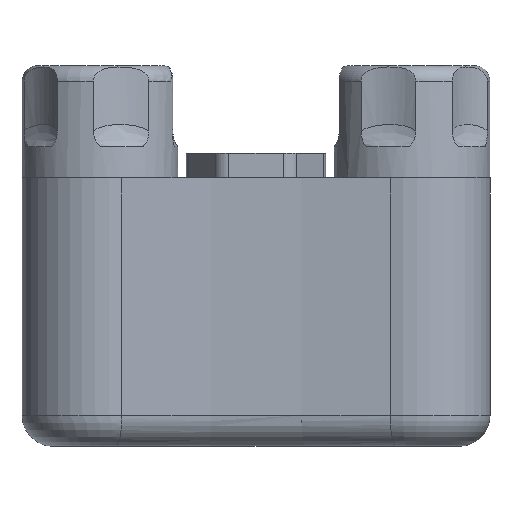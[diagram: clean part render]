
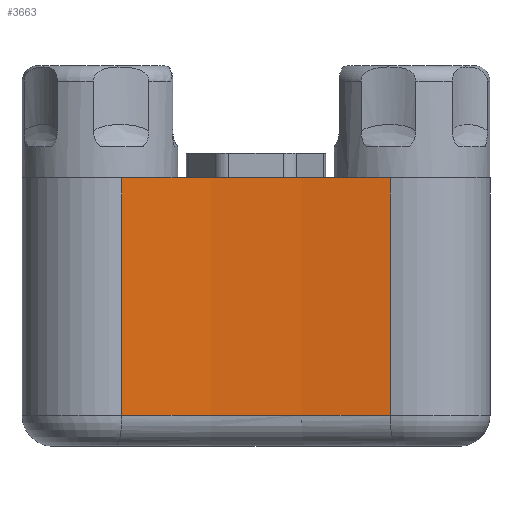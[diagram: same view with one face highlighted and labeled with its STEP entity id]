
A CAD part, front view. The second image highlights one B-rep face of the part: STEP entity #3663.
In plain terms, the highlighted cylindrical face has radius 211.897 mm (diameter 423.794 mm), a partial arc.
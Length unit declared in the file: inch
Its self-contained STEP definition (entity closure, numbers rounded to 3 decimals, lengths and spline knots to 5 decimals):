
#316=FACE_OUTER_BOUND('',#536,.T.);
#536=EDGE_LOOP('',(#3013,#3014,#3015,#3016));
#720=CIRCLE('',#3963,8.34239);
#722=CIRCLE('',#3966,8.34239);
#1109=LINE('',#12454,#1281);
#1110=LINE('',#12457,#1282);
#1281=VECTOR('',#4701,0.3937);
#1282=VECTOR('',#4704,0.3937);
#1610=VERTEX_POINT('',#12395);
#1614=VERTEX_POINT('',#12433);
#1615=VERTEX_POINT('',#12453);
#1616=VERTEX_POINT('',#12455);
#2117=EDGE_CURVE('',#1610,#1614,#720,.T.);
#2119=EDGE_CURVE('',#1610,#1615,#1109,.T.);
#2120=EDGE_CURVE('',#1616,#1615,#722,.T.);
#2121=EDGE_CURVE('',#1614,#1616,#1110,.T.);
#3013=ORIENTED_EDGE('',*,*,#2117,.F.);
#3014=ORIENTED_EDGE('',*,*,#2119,.T.);
#3015=ORIENTED_EDGE('',*,*,#2120,.F.);
#3016=ORIENTED_EDGE('',*,*,#2121,.F.);
#3500=CYLINDRICAL_SURFACE('',#3965,8.34239);
#3663=ADVANCED_FACE('',(#316),#3500,.F.);
#3963=AXIS2_PLACEMENT_3D('',#12450,#4695,#4696);
#3965=AXIS2_PLACEMENT_3D('',#12452,#4699,#4700);
#3966=AXIS2_PLACEMENT_3D('',#12456,#4702,#4703);
#4695=DIRECTION('center_axis',(0.,0.,1.));
#4696=DIRECTION('ref_axis',(0.,1.,0.));
#4699=DIRECTION('center_axis',(0.,0.,1.));
#4700=DIRECTION('ref_axis',(-0.24,0.971,0.));
#4701=DIRECTION('',(0.,0.,1.));
#4702=DIRECTION('center_axis',(0.,0.,-1.));
#4703=DIRECTION('ref_axis',(-0.24,0.971,0.));
#4704=DIRECTION('',(0.,0.,1.));
#12395=CARTESIAN_POINT('',(3.07514,0.17372,0.25));
#12433=CARTESIAN_POINT('',(0.92486,0.17372,0.25));
#12450=CARTESIAN_POINT('Origin',(2.,-8.09911,0.25));
#12452=CARTESIAN_POINT('Origin',(2.,-8.09911,0.));
#12453=CARTESIAN_POINT('',(3.07514,0.17372,2.15));
#12454=CARTESIAN_POINT('',(3.07514,0.17372,2.15));
#12455=CARTESIAN_POINT('',(0.92486,0.17372,2.15));
#12456=CARTESIAN_POINT('Origin',(2.,-8.09911,2.15));
#12457=CARTESIAN_POINT('',(0.92486,0.17372,0.));
